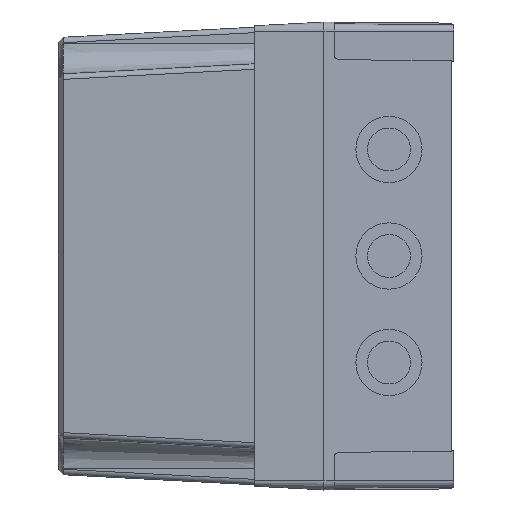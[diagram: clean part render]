
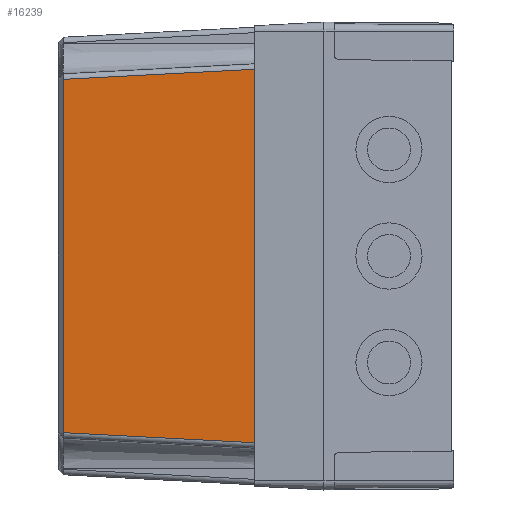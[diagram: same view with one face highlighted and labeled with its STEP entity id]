
A CAD part, left-side view. The second image highlights one B-rep face of the part: STEP entity #16239.
In plain terms, the highlighted planar face has unit normal (-0.999, 0.052, 0).
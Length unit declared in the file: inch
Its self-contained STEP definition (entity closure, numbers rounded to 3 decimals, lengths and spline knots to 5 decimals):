
#46 = DIRECTION ( 'NONE',  ( 0., 0., 1. ) ) ;
#123 = CARTESIAN_POINT ( 'NONE',  ( -3.31447, 3.94882, -2.67679 ) ) ;
#542 = VERTEX_POINT ( 'NONE', #7670 ) ;
#1098 = ORIENTED_EDGE ( 'NONE', *, *, #2957, .T. ) ;
#1386 = EDGE_LOOP ( 'NONE', ( #17567, #4115, #1098, #22082 ) ) ;
#1610 = VECTOR ( 'NONE', #46, 39.37008 ) ;
#1991 = VECTOR ( 'NONE', #2962, 39.37008 ) ;
#2205 = EDGE_CURVE ( 'NONE', #3894, #11612, #5283, .T. ) ;
#2957 = EDGE_CURVE ( 'NONE', #10311, #542, #9439, .T. ) ;
#2962 = DIRECTION ( 'NONE',  ( 0., 0., 1. ) ) ;
#3391 = DIRECTION ( 'NONE',  ( 0., 0., 1. ) ) ;
#3576 = CARTESIAN_POINT ( 'NONE',  ( -3.31447, 3.94882, -2.91142 ) ) ;
#3894 = VERTEX_POINT ( 'NONE', #123 ) ;
#3959 = CARTESIAN_POINT ( 'NONE',  ( -3.45086, 1.34644, 2.81317 ) ) ;
#4115 = ORIENTED_EDGE ( 'NONE', *, *, #19769, .T. ) ;
#5283 = LINE ( 'NONE', #3576, #1610 ) ;
#5312 = PLANE ( 'NONE',  #10946 ) ;
#5975 = LINE ( 'NONE', #11075, #18924 ) ;
#7592 = EDGE_CURVE ( 'NONE', #542, #11612, #8733, .T. ) ;
#7670 = CARTESIAN_POINT ( 'NONE',  ( -3.46654, 1.04724, 2.82885 ) ) ;
#8719 = CARTESIAN_POINT ( 'NONE',  ( -3.46654, 1.04724, -2.91142 ) ) ;
#8733 = LINE ( 'NONE', #3959, #11550 ) ;
#9439 = LINE ( 'NONE', #13173, #1991 ) ;
#10311 = VERTEX_POINT ( 'NONE', #15386 ) ;
#10634 = DIRECTION ( 'NONE',  ( -0.999, 0.052, 0. ) ) ;
#10946 = AXIS2_PLACEMENT_3D ( 'NONE', #8719, #10634, #3391 ) ;
#11075 = CARTESIAN_POINT ( 'NONE',  ( -3.46676, 1.04294, -2.82908 ) ) ;
#11181 = DIRECTION ( 'NONE',  ( -0.052, -0.997, -0.052 ) ) ;
#11550 = VECTOR ( 'NONE', #14383, 39.37008 ) ;
#11612 = VERTEX_POINT ( 'NONE', #16307 ) ;
#12005 = FACE_OUTER_BOUND ( 'NONE', #1386, .T. ) ;
#13173 = CARTESIAN_POINT ( 'NONE',  ( -3.46654, 1.04724, -2.91142 ) ) ;
#14383 = DIRECTION ( 'NONE',  ( 0.052, 0.997, -0.052 ) ) ;
#15386 = CARTESIAN_POINT ( 'NONE',  ( -3.46654, 1.04724, -2.82885 ) ) ;
#16239 = ADVANCED_FACE ( 'NONE', ( #12005 ), #5312, .T. ) ;
#16307 = CARTESIAN_POINT ( 'NONE',  ( -3.31447, 3.94882, 2.67679 ) ) ;
#17567 = ORIENTED_EDGE ( 'NONE', *, *, #2205, .F. ) ;
#18924 = VECTOR ( 'NONE', #11181, 39.37008 ) ;
#19769 = EDGE_CURVE ( 'NONE', #3894, #10311, #5975, .T. ) ;
#22082 = ORIENTED_EDGE ( 'NONE', *, *, #7592, .T. ) ;
